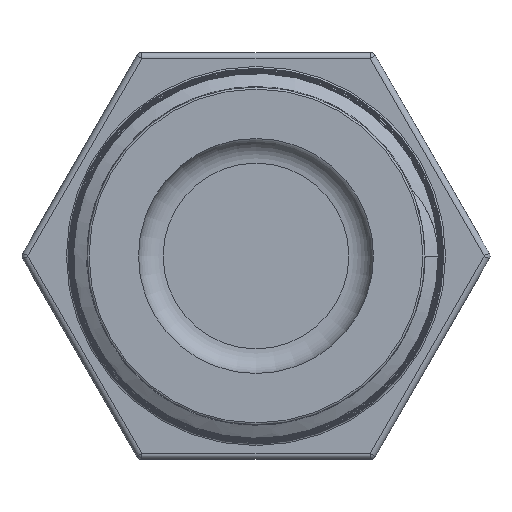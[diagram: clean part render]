
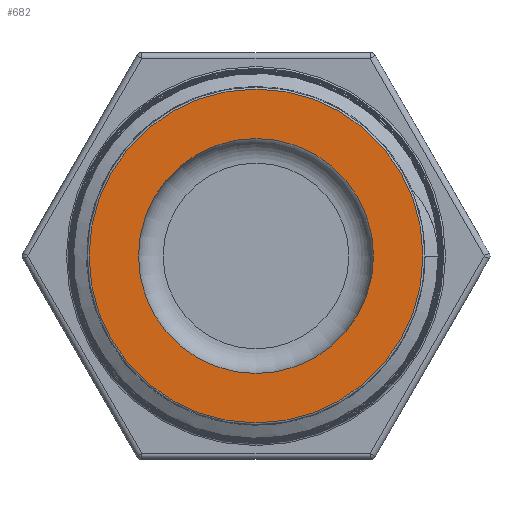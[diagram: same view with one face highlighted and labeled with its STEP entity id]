
A CAD part, front view. The second image highlights one B-rep face of the part: STEP entity #682.
In plain terms, the highlighted planar face has unit normal (0, -1, 0).
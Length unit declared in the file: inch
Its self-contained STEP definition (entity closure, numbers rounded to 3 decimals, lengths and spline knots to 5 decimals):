
#123=PLANE($,#747);
#160=FACE_BOUND($,#229,.T.);
#161=FACE_BOUND($,#230,.T.);
#229=EDGE_LOOP($,(#503));
#230=EDGE_LOOP($,(#504));
#277=CIRCLE($,#734,0.595);
#282=CIRCLE($,#744,0.84531);
#324=VERTEX_POINT($,#1069);
#338=VERTEX_POINT($,#1134);
#379=EDGE_CURVE($,#324,#324,#277,.T.);
#393=EDGE_CURVE($,#338,#338,#282,.T.);
#503=ORIENTED_EDGE($,*,*,#379,.T.);
#504=ORIENTED_EDGE($,*,*,#393,.F.);
#682=ADVANCED_FACE($,(#160,#161),#123,.T.);
#734=AXIS2_PLACEMENT_3D($,#1070,#837,#838);
#744=AXIS2_PLACEMENT_3D($,#1135,#863,#864);
#747=AXIS2_PLACEMENT_3D($,#1723,#869,#870);
#837=DIRECTION('center_axis',(0.,1.,0.));
#838=DIRECTION('ref_axis',(1.,0.,0.));
#863=DIRECTION('center_axis',(0.,1.,0.));
#864=DIRECTION('ref_axis',(-1.,0.,0.));
#869=DIRECTION('center_axis',(0.,-1.,0.));
#870=DIRECTION('ref_axis',(0.,0.,-1.));
#1069=CARTESIAN_POINT('',(0.595,-1.06,0.));
#1070=CARTESIAN_POINT('Origin',(0.,-1.06,0.));
#1134=CARTESIAN_POINT('',(0.84531,-1.06,0.));
#1135=CARTESIAN_POINT('Origin',(0.,-1.06,0.));
#1723=CARTESIAN_POINT('Origin',(0.4275,-1.06,0.));
